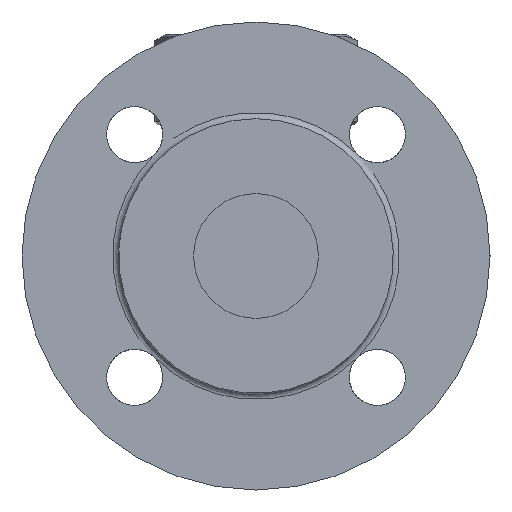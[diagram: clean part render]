
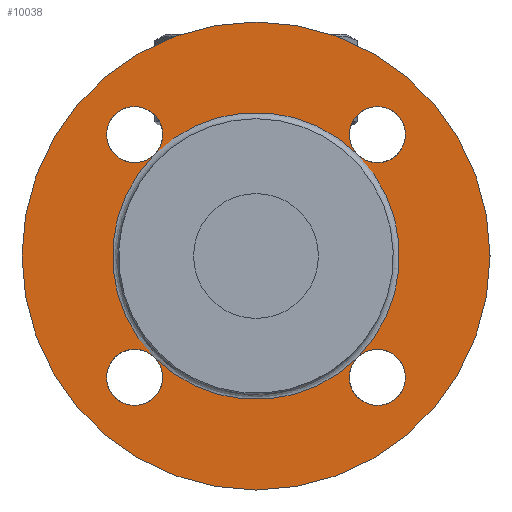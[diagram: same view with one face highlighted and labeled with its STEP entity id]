
A CAD part, left-side view. The second image highlights one B-rep face of the part: STEP entity #10038.
In plain terms, the highlighted planar face has unit normal (-1, 0, 0).
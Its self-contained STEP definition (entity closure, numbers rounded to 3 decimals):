
#9878=CARTESIAN_POINT('',(-98.,0.,75.));
#9879=VERTEX_POINT('',#9878);
#9880=CARTESIAN_POINT('',(-98.0,0.0,0.));
#9881=DIRECTION('',(1.0,0.0,0.0));
#9882=DIRECTION('',(0.0,0.0,-1.0));
#9883=AXIS2_PLACEMENT_3D('',#9880,#9881,#9882);
#9884=CIRCLE('',#9883,75.0);
#9885=EDGE_CURVE('',#9879,#9879,#9884,.T.);
#9946=CARTESIAN_POINT('',(-98.0,-32.527,32.527));
#9947=VERTEX_POINT('',#9946);
#9948=CARTESIAN_POINT('',(-98.,32.527,32.527));
#9949=VERTEX_POINT('',#9948);
#9950=CARTESIAN_POINT('',(-98.0,0.0,0.));
#9951=DIRECTION('',(-1.0,0.0,0.0));
#9952=DIRECTION('',(0.0,0.0,-1.0));
#9953=AXIS2_PLACEMENT_3D('',#9950,#9951,#9952);
#9954=CIRCLE('',#9953,46.);
#9955=EDGE_CURVE('',#9947,#9949,#9954,.T.);
#9957=CARTESIAN_POINT('',(-98.,32.527,-32.527));
#9958=VERTEX_POINT('',#9957);
#9959=CARTESIAN_POINT('',(-98.0,0.0,0.));
#9960=DIRECTION('',(-1.0,0.0,0.0));
#9961=DIRECTION('',(0.0,0.0,-1.0));
#9962=AXIS2_PLACEMENT_3D('',#9959,#9960,#9961);
#9963=CIRCLE('',#9962,46.);
#9964=EDGE_CURVE('',#9949,#9958,#9963,.T.);
#9966=CARTESIAN_POINT('',(-98.,-32.527,-32.527));
#9967=VERTEX_POINT('',#9966);
#9968=CARTESIAN_POINT('',(-98.0,0.0,0.));
#9969=DIRECTION('',(-1.0,0.0,0.0));
#9970=DIRECTION('',(0.0,0.0,-1.0));
#9971=AXIS2_PLACEMENT_3D('',#9968,#9969,#9970);
#9972=CIRCLE('',#9971,46.);
#9973=EDGE_CURVE('',#9958,#9967,#9972,.T.);
#9975=CARTESIAN_POINT('',(-98.0,0.0,0.));
#9976=DIRECTION('',(-1.0,0.0,0.0));
#9977=DIRECTION('',(0.0,0.0,-1.0));
#9978=AXIS2_PLACEMENT_3D('',#9975,#9976,#9977);
#9979=CIRCLE('',#9978,46.);
#9980=EDGE_CURVE('',#9967,#9947,#9979,.T.);
#9996=CARTESIAN_POINT('',(-98.0,0.0,0.));
#9997=DIRECTION('',(1.0,0.0,0.0));
#9998=DIRECTION('',(0.0,0.0,-1.0));
#9999=AXIS2_PLACEMENT_3D('',#9996,#9997,#9998);
#10000=PLANE('',#9999);
#10001=ORIENTED_EDGE('',*,*,#9885,.F.);
#10002=EDGE_LOOP('',(#10001));
#10003=FACE_OUTER_BOUND('',#10002,.T.);
#10004=CARTESIAN_POINT('',(-98.,-38.891,-38.891));
#10005=DIRECTION('',(1.0,0.0,0.0));
#10006=DIRECTION('',(0.0,-1.0,0.0));
#10007=AXIS2_PLACEMENT_3D('',#10004,#10005,#10006);
#10008=CIRCLE('',#10007,9.0);
#10009=EDGE_CURVE('',#9967,#9967,#10008,.T.);
#10010=ORIENTED_EDGE('',*,*,#10009,.T.);
#10011=ORIENTED_EDGE('',*,*,#9973,.F.);
#10012=CARTESIAN_POINT('',(-98.,38.891,-38.891));
#10013=DIRECTION('',(1.0,0.0,0.0));
#10014=DIRECTION('',(0.0,0.0,-1.0));
#10015=AXIS2_PLACEMENT_3D('',#10012,#10013,#10014);
#10016=CIRCLE('',#10015,9.0);
#10017=EDGE_CURVE('',#9958,#9958,#10016,.T.);
#10018=ORIENTED_EDGE('',*,*,#10017,.T.);
#10019=ORIENTED_EDGE('',*,*,#9964,.F.);
#10020=CARTESIAN_POINT('',(-98.,38.891,38.891));
#10021=DIRECTION('',(1.0,0.0,0.0));
#10022=DIRECTION('',(0.0,1.0,0.0));
#10023=AXIS2_PLACEMENT_3D('',#10020,#10021,#10022);
#10024=CIRCLE('',#10023,9.0);
#10025=EDGE_CURVE('',#9949,#9949,#10024,.T.);
#10026=ORIENTED_EDGE('',*,*,#10025,.T.);
#10027=ORIENTED_EDGE('',*,*,#9955,.F.);
#10028=CARTESIAN_POINT('',(-98.0,-38.891,38.891));
#10029=DIRECTION('',(1.0,0.0,0.0));
#10030=DIRECTION('',(0.0,0.0,1.0));
#10031=AXIS2_PLACEMENT_3D('',#10028,#10029,#10030);
#10032=CIRCLE('',#10031,9.0);
#10033=EDGE_CURVE('',#9947,#9947,#10032,.T.);
#10034=ORIENTED_EDGE('',*,*,#10033,.T.);
#10035=ORIENTED_EDGE('',*,*,#9980,.F.);
#10036=EDGE_LOOP('',(#10010,#10011,#10018,#10019,#10026,#10027,#10034,#10035));
#10037=FACE_BOUND('',#10036,.T.);
#10038=ADVANCED_FACE('',(#10003,#10037),#10000,.F.);
